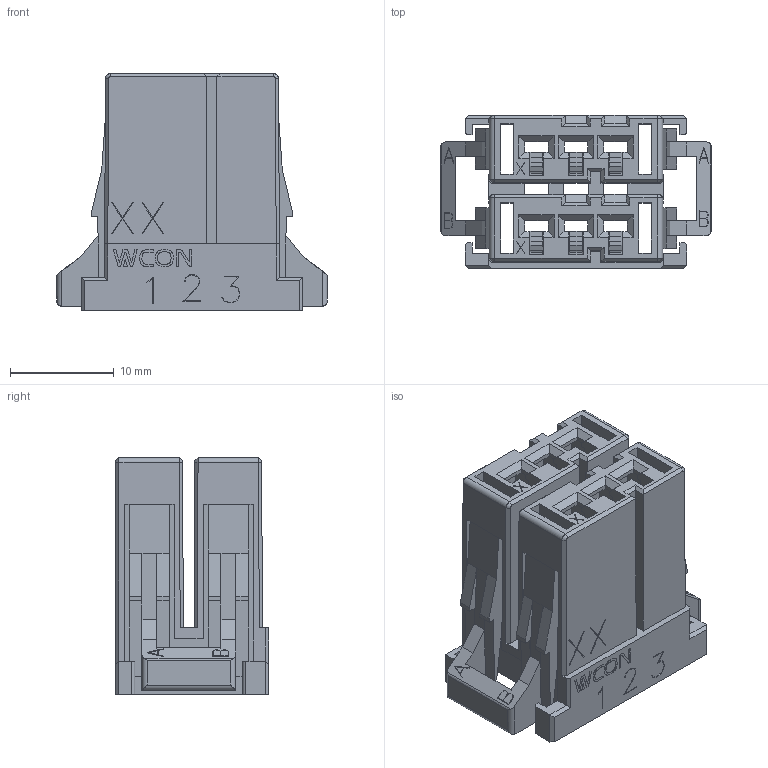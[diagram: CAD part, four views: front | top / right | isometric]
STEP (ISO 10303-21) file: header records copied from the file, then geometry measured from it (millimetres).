
FILE_DESCRIPTION( ('This file contains a STEP AP42 implementation' ,'as created by ZW3D STEP Interface translator.') ,'2;1' );
FILE_NAME( 'WD3811-2H03B004W.stp' ,'2312 9.17 822', (''), ('ZWCAD Software Co.'), 'Version 1.0', 'ZW3D to STEP translator', '' );
FILE_SCHEMA(('AUTOMOTIVE_DESIGN { 1 0 10303 214 1 1 1 1 }'));
Length unit declared in the file: millimetre
Products named in the file (2): 0; WD3811-2H03B004W
Bounding box: 26.07 x 14.83 x 22.8 mm (x, y, z)
Volume: 2782.7 mm3; surface area: 6442.1 mm2
Topology: 1 solids, 1 shells, 855 faces, 2368 edges, 1528 vertices
Faces by surface type: plane 781, cylinder 53, bspline 21
Entity records: 28252 total; most frequent: CARTESIAN_POINT 5636, ORIENTED_EDGE 4736, DIRECTION 4069, EDGE_CURVE 2368, VECTOR 2227, LINE 2227, VERTEX_POINT 1528, AXIS2_PLACEMENT_3D 921
